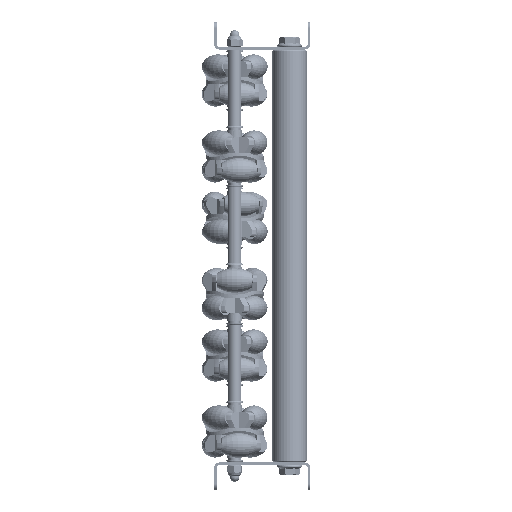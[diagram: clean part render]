
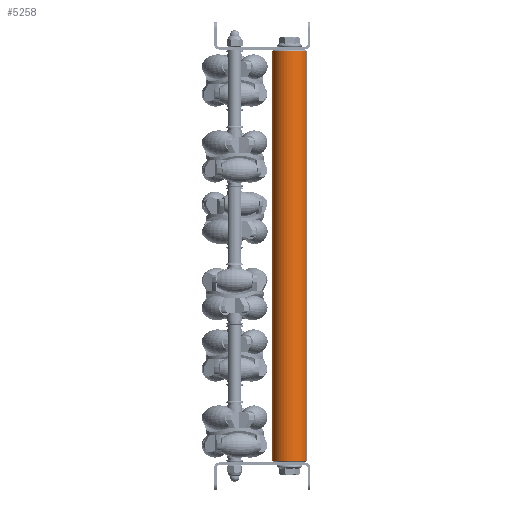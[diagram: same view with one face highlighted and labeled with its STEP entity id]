
A CAD part, left-side view. The second image highlights one B-rep face of the part: STEP entity #5258.
In plain terms, the highlighted cylindrical face has radius 12.5 mm (diameter 25 mm), a partial arc.
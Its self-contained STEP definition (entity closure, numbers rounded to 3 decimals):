
#254 = CARTESIAN_POINT ( 'NONE',  ( 299., 0., 0. ) ) ;
#788 = VERTEX_POINT ( 'NONE', #9735 ) ;
#877 = CARTESIAN_POINT ( 'NONE',  ( 1., 0., 0. ) ) ;
#2516 = DIRECTION ( 'NONE',  ( -1., 0., 0. ) ) ;
#3406 = ORIENTED_EDGE ( 'NONE', *, *, #21126, .F. ) ;
#3774 = EDGE_CURVE ( 'NONE', #788, #6142, #14277, .T. ) ;
#4086 = ORIENTED_EDGE ( 'NONE', *, *, #16562, .T. ) ;
#4292 = CARTESIAN_POINT ( 'NONE',  ( 300., 0., 0. ) ) ;
#4422 = DIRECTION ( 'NONE',  ( 0., 0., -1. ) ) ;
#5258 = ADVANCED_FACE ( 'NONE', ( #15079 ), #21900, .T. ) ;
#5306 = DIRECTION ( 'NONE',  ( 0., 0., -1. ) ) ;
#5647 = DIRECTION ( 'NONE',  ( -1., 0., 0. ) ) ;
#6142 = VERTEX_POINT ( 'NONE', #13036 ) ;
#7158 = CARTESIAN_POINT ( 'NONE',  ( 300., 0., 12.5 ) ) ;
#7883 = VERTEX_POINT ( 'NONE', #8046 ) ;
#7930 = DIRECTION ( 'NONE',  ( 0., 0., 1. ) ) ;
#8046 = CARTESIAN_POINT ( 'NONE',  ( 299., 0., -12.5 ) ) ;
#8400 = EDGE_CURVE ( 'NONE', #10675, #788, #21369, .T. ) ;
#9633 = DIRECTION ( 'NONE',  ( -1., 0., 0. ) ) ;
#9735 = CARTESIAN_POINT ( 'NONE',  ( 1., 0., 12.5 ) ) ;
#9747 = CARTESIAN_POINT ( 'NONE',  ( 300., 0., -12.5 ) ) ;
#10675 = VERTEX_POINT ( 'NONE', #11171 ) ;
#11171 = CARTESIAN_POINT ( 'NONE',  ( 299., 0., 12.5 ) ) ;
#11661 = ORIENTED_EDGE ( 'NONE', *, *, #8400, .T. ) ;
#13036 = CARTESIAN_POINT ( 'NONE',  ( 1., 0., -12.5 ) ) ;
#13585 = DIRECTION ( 'NONE',  ( 1., 0., 0. ) ) ;
#14277 = CIRCLE ( 'NONE', #22523, 12.5 ) ;
#14504 = VECTOR ( 'NONE', #9633, 1000. ) ;
#15079 = FACE_OUTER_BOUND ( 'NONE', #18084, .T. ) ;
#15772 = AXIS2_PLACEMENT_3D ( 'NONE', #254, #5647, #5306 ) ;
#16342 = ORIENTED_EDGE ( 'NONE', *, *, #3774, .T. ) ;
#16562 = EDGE_CURVE ( 'NONE', #7883, #10675, #22150, .T. ) ;
#17729 = DIRECTION ( 'NONE',  ( -1., 0., 0. ) ) ;
#18084 = EDGE_LOOP ( 'NONE', ( #3406, #4086, #11661, #16342 ) ) ;
#18518 = AXIS2_PLACEMENT_3D ( 'NONE', #4292, #2516, #7930 ) ;
#20067 = LINE ( 'NONE', #9747, #14504 ) ;
#20961 = VECTOR ( 'NONE', #17729, 1000. ) ;
#21126 = EDGE_CURVE ( 'NONE', #7883, #6142, #20067, .T. ) ;
#21369 = LINE ( 'NONE', #7158, #20961 ) ;
#21900 = CYLINDRICAL_SURFACE ( 'NONE', #18518, 12.5 ) ;
#22150 = CIRCLE ( 'NONE', #15772, 12.5 ) ;
#22523 = AXIS2_PLACEMENT_3D ( 'NONE', #877, #13585, #4422 ) ;
